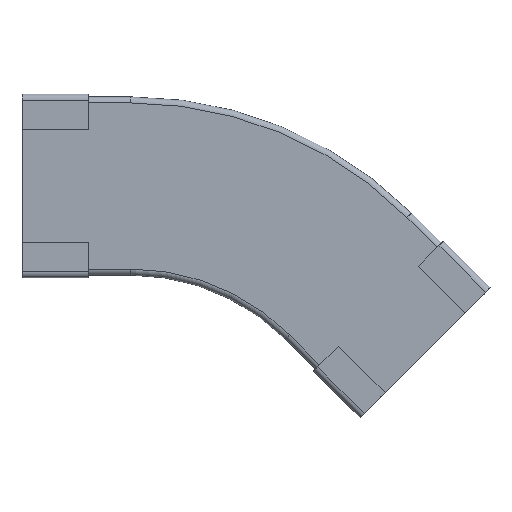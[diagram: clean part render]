
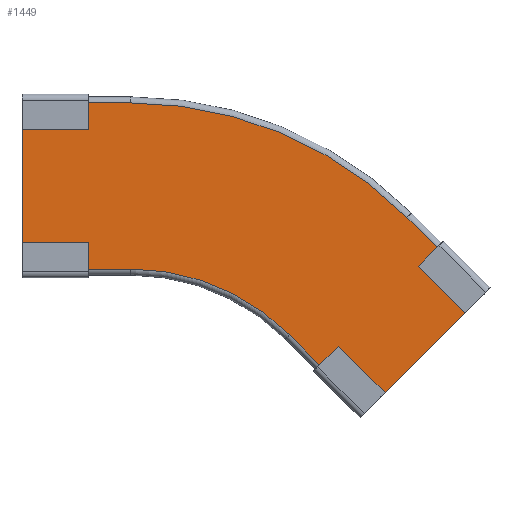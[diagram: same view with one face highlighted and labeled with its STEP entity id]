
A CAD part, top view. The second image highlights one B-rep face of the part: STEP entity #1449.
In plain terms, the highlighted planar face has unit normal (0, 0, 1).
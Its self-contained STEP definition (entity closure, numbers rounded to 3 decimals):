
#73=CIRCLE('',#1563,102.);
#86=CIRCLE('',#1587,177.397);
#199=FACE_OUTER_BOUND('',#281,.T.);
#281=EDGE_LOOP('',(#1272,#1273,#1274,#1275,#1276,#1277,#1278,#1279));
#391=LINE('',#2366,#531);
#400=LINE('',#2387,#540);
#407=LINE('',#2407,#547);
#418=LINE('',#2450,#558);
#419=LINE('',#2452,#559);
#420=LINE('',#2453,#560);
#531=VECTOR('',#1925,1.);
#540=VECTOR('',#1946,1.);
#547=VECTOR('',#1967,1.);
#558=VECTOR('',#2016,1.);
#559=VECTOR('',#2017,1.);
#560=VECTOR('',#2018,1.);
#665=VERTEX_POINT('',#2342);
#666=VERTEX_POINT('',#2344);
#674=VERTEX_POINT('',#2363);
#675=VERTEX_POINT('',#2365);
#687=VERTEX_POINT('',#2404);
#690=VERTEX_POINT('',#2414);
#700=VERTEX_POINT('',#2449);
#701=VERTEX_POINT('',#2451);
#845=EDGE_CURVE('',#666,#665,#73,.T.);
#855=EDGE_CURVE('',#674,#675,#391,.T.);
#867=EDGE_CURVE('',#666,#674,#400,.T.);
#877=EDGE_CURVE('',#687,#675,#407,.T.);
#882=EDGE_CURVE('',#687,#690,#86,.T.);
#898=EDGE_CURVE('',#665,#700,#418,.T.);
#899=EDGE_CURVE('',#701,#700,#419,.T.);
#900=EDGE_CURVE('',#690,#701,#420,.T.);
#1272=ORIENTED_EDGE('',*,*,#898,.T.);
#1273=ORIENTED_EDGE('',*,*,#899,.F.);
#1274=ORIENTED_EDGE('',*,*,#900,.F.);
#1275=ORIENTED_EDGE('',*,*,#882,.F.);
#1276=ORIENTED_EDGE('',*,*,#877,.T.);
#1277=ORIENTED_EDGE('',*,*,#855,.F.);
#1278=ORIENTED_EDGE('',*,*,#867,.F.);
#1279=ORIENTED_EDGE('',*,*,#845,.T.);
#1371=PLANE('',#1601);
#1449=ADVANCED_FACE('',(#199),#1371,.T.);
#1563=AXIS2_PLACEMENT_3D('',#2345,#1906,#1907);
#1587=AXIS2_PLACEMENT_3D('',#2417,#1978,#1979);
#1601=AXIS2_PLACEMENT_3D('',#2448,#2014,#2015);
#1906=DIRECTION('center_axis',(0.,0.,
-1.));
#1907=DIRECTION('ref_axis',(0.,1.,0.));
#1925=DIRECTION('',(0.,1.,0.));
#1946=DIRECTION('',(-1.,0.,0.));
#1967=DIRECTION('',(-1.,0.,0.));
#1978=DIRECTION('center_axis',(0.,0.,
-1.));
#1979=DIRECTION('ref_axis',(0.,1.,0.));
#2014=DIRECTION('center_axis',(0.,0.,
1.));
#2015=DIRECTION('ref_axis',(-0.707,-0.707,0.));
#2016=DIRECTION('',(0.707,-0.707,0.));
#2017=DIRECTION('',(-0.707,-0.707,0.));
#2018=DIRECTION('',(0.707,-0.707,0.));
#2342=CARTESIAN_POINT('',(119.953,-38.094,18.501));
#2344=CARTESIAN_POINT('',(47.828,-8.219,18.501));
#2345=CARTESIAN_POINT('Origin',(47.828,-110.219,18.501));
#2363=CARTESIAN_POINT('',(-1.472,-8.219,18.501));
#2365=CARTESIAN_POINT('',(-1.472,67.178,18.501));
#2366=CARTESIAN_POINT('',(-1.472,-8.219,18.501));
#2387=CARTESIAN_POINT('',(47.828,-8.219,18.501));
#2404=CARTESIAN_POINT('',(47.828,67.178,18.501));
#2407=CARTESIAN_POINT('',(47.828,67.178,18.501));
#2414=CARTESIAN_POINT('',(173.267,15.22,18.501));
#2417=CARTESIAN_POINT('Origin',(47.828,-110.219,18.501));
#2448=CARTESIAN_POINT('Origin',(136.215,-21.832,18.501));
#2449=CARTESIAN_POINT('',(154.813,-72.955,18.501));
#2450=CARTESIAN_POINT('',(119.953,-38.094,18.501));
#2451=CARTESIAN_POINT('',(208.127,-19.641,18.501));
#2452=CARTESIAN_POINT('',(208.127,-19.641,18.501));
#2453=CARTESIAN_POINT('',(173.267,15.22,18.501));
